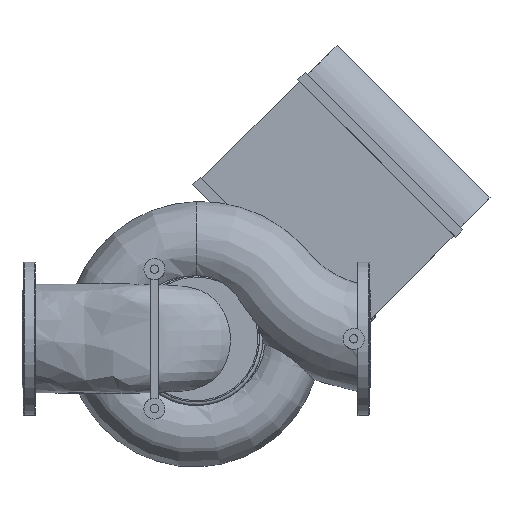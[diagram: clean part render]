
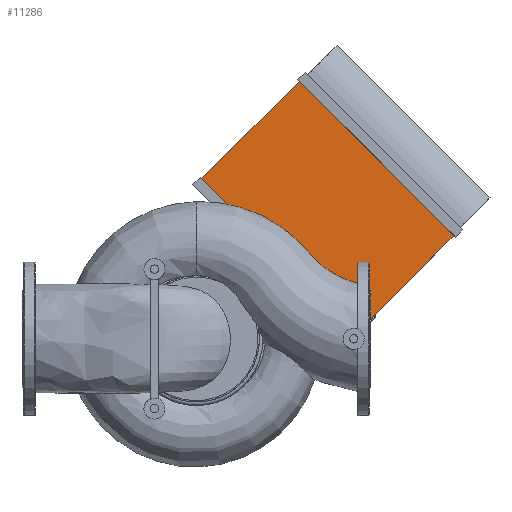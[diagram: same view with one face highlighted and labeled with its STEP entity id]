
A CAD part, front view. The second image highlights one B-rep face of the part: STEP entity #11286.
In plain terms, the highlighted planar face has unit normal (0, -1, 0).
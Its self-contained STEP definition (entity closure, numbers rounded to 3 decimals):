
#1035=LINE($,#26616,#1980);
#1067=LINE($,#26695,#2012);
#1068=LINE($,#26697,#2013);
#1069=LINE($,#26698,#2014);
#1980=VECTOR($,#15441,198.);
#2012=VECTOR($,#15513,314.);
#2013=VECTOR($,#15514,198.);
#2014=VECTOR($,#15515,314.);
#2542=PLANE($,#12465);
#3333=FACE_OUTER_BOUND($,#4143,.T.);
#4143=EDGE_LOOP($,(#10201,#10202,#10203,#10204));
#5652=VERTEX_POINT($,#26613);
#5653=VERTEX_POINT($,#26615);
#5680=VERTEX_POINT($,#26694);
#5681=VERTEX_POINT($,#26696);
#7172=EDGE_CURVE($,#5653,#5652,#1035,.T.);
#7210=EDGE_CURVE($,#5680,#5652,#1067,.T.);
#7211=EDGE_CURVE($,#5680,#5681,#1068,.T.);
#7212=EDGE_CURVE($,#5681,#5653,#1069,.T.);
#10201=ORIENTED_EDGE($,*,*,#7172,.T.);
#10202=ORIENTED_EDGE($,*,*,#7210,.F.);
#10203=ORIENTED_EDGE($,*,*,#7211,.T.);
#10204=ORIENTED_EDGE($,*,*,#7212,.T.);
#11286=ADVANCED_FACE($,(#3333),#2542,.T.);
#12465=AXIS2_PLACEMENT_3D($,#26693,#15511,#15512);
#15441=DIRECTION($,(0.707,0.,0.707));
#15511=DIRECTION('center_axis',(0.,-1.,0.));
#15512=DIRECTION('ref_axis',(0.707,0.,-0.707));
#15513=DIRECTION($,(0.707,0.,-0.707));
#15514=DIRECTION($,(-0.707,0.,-0.707));
#15515=DIRECTION($,(0.707,0.,-0.707));
#26613=CARTESIAN_POINT('',(619.817,388.,147.785));
#26615=CARTESIAN_POINT('',(479.81,388.,7.778));
#26616=CARTESIAN_POINT($,(584.815,388.,112.784));
#26693=CARTESIAN_POINT('Origin',(508.801,388.,258.801));
#26694=CARTESIAN_POINT('',(397.785,388.,369.817));
#26695=CARTESIAN_POINT($,(508.801,388.,258.801));
#26696=CARTESIAN_POINT('',(257.778,388.,229.81));
#26697=CARTESIAN_POINT($,(362.784,388.,334.815));
#26698=CARTESIAN_POINT($,(368.794,388.,118.794));
